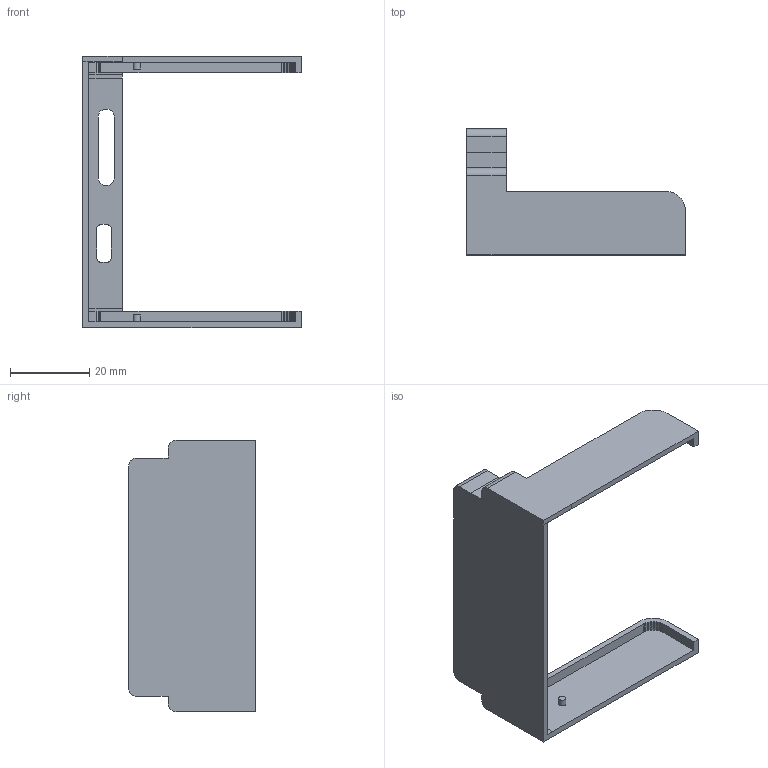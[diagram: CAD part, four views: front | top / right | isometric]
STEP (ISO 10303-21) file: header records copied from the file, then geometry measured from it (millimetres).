
FILE_DESCRIPTION(/* description */ (''),/* implementation_level */ '2;1');
FILE_NAME(/* name */ 'External PCB Case.step',/* time_stamp */ '2024-08-07T12:41:39-04:00',/* author */ (''),/* organization */ (''),/* preprocessor_version */ 'ST-DEVELOPER v20',/* originating_system */ 'Autodesk Translation Framework v13.14.0.145',/* authorisation */ '');
FILE_SCHEMA (('AUTOMOTIVE_DESIGN { 1 0 10303 214 3 1 1 }'));
Length unit declared in the file: millimetre
Products named in the file (2): (Unsaved); Sleeves
Assembly tree (1 placements, depth 2):
  (Unsaved)
    Sleeves
Bounding box: 55.12 x 31.84 x 68.28 mm (x, y, z)
Volume: 7051.9 mm3; surface area: 10270.2 mm2
Topology: 1 solids, 1 shells, 148 faces, 416 edges, 272 vertices
Faces by surface type: plane 126, cylinder 18, torus 4
Full cylindrical faces by diameter (mm): 1.8 x2
Entity records: 4767 total; most frequent: CARTESIAN_POINT 839, ORIENTED_EDGE 832, DIRECTION 758, EDGE_CURVE 416, LINE 376, VECTOR 376, VERTEX_POINT 272, AXIS2_PLACEMENT_3D 191
